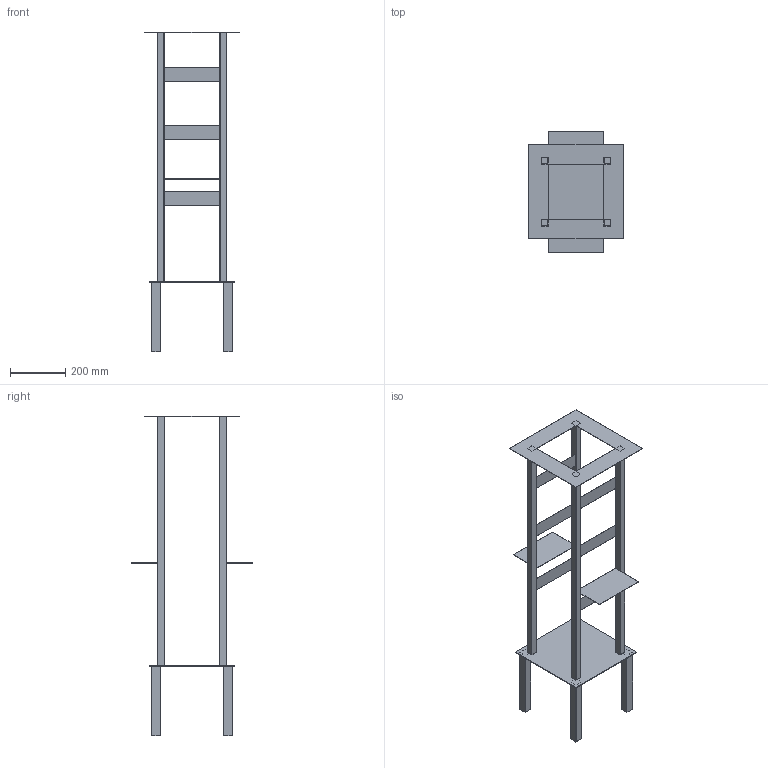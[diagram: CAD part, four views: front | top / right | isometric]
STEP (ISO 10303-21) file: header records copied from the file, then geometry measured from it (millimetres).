
FILE_DESCRIPTION (( 'STEP AP214' ), '1' );
FILE_NAME ('第三層.STEP', '2022-03-23T10:51:14', ( '' ), ( '' ), 'SwSTEP 2.0', 'SolidWorks 2020', '' );
FILE_SCHEMA (( 'AUTOMOTIVE_DESIGN' ));
Length unit declared in the file: millimetre
Products named in the file (1): 第三層
Bounding box: 340 x 440 x 1154.5 mm (x, y, z)
Volume: 1295300 mm3; surface area: 1470352 mm2
Topology: 1 solids, 5 shells, 126 faces, 340 edges, 220 vertices
Faces by surface type: plane 126
Entity records: 4336 total; most frequent: CARTESIAN_POINT 687, ORIENTED_EDGE 680, DIRECTION 594, LINE 340, EDGE_CURVE 340, VECTOR 340, VERTEX_POINT 220, EDGE_LOOP 146
